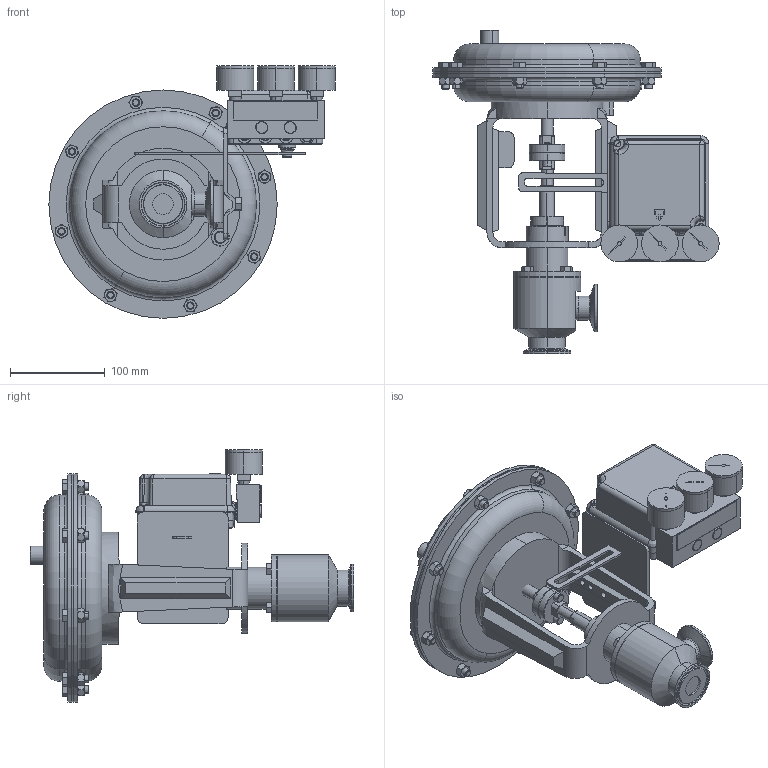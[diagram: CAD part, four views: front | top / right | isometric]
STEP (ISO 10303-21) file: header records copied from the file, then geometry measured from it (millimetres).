
FILE_DESCRIPTION (( 'STEP AP203' ), '1' );
FILE_NAME ('978ESP-100-JD-35M-16PP.STEP', '2017-06-12T14:02:40', ( '' ), ( '' ), 'SwSTEP 2.0', 'SolidWorks 2014', '' );
FILE_SCHEMA (( 'CONFIG_CONTROL_DESIGN' ));
Length unit declared in the file: inch
Products named in the file (2): 978ESP-100-JD-35M-16PP
Bounding box: 302.44 x 342.04 x 266.92 mm (x, y, z)
Volume: 4001539.9 mm3; surface area: 693964.3 mm2
Topology: 90 solids, 90 shells, 2629 faces, 6321 edges, 3896 vertices
Faces by surface type: plane 910, cone 710, cylinder 668, bspline 311, torus 30
Entity records: 95668 total; most frequent: CARTESIAN_POINT 37105, ORIENTED_EDGE 12530, DIRECTION 11685, EDGE_CURVE 6265, AXIS2_PLACEMENT_3D 4574, VERTEX_POINT 3895, EDGE_LOOP 2808, FACE_OUTER_BOUND 2629
